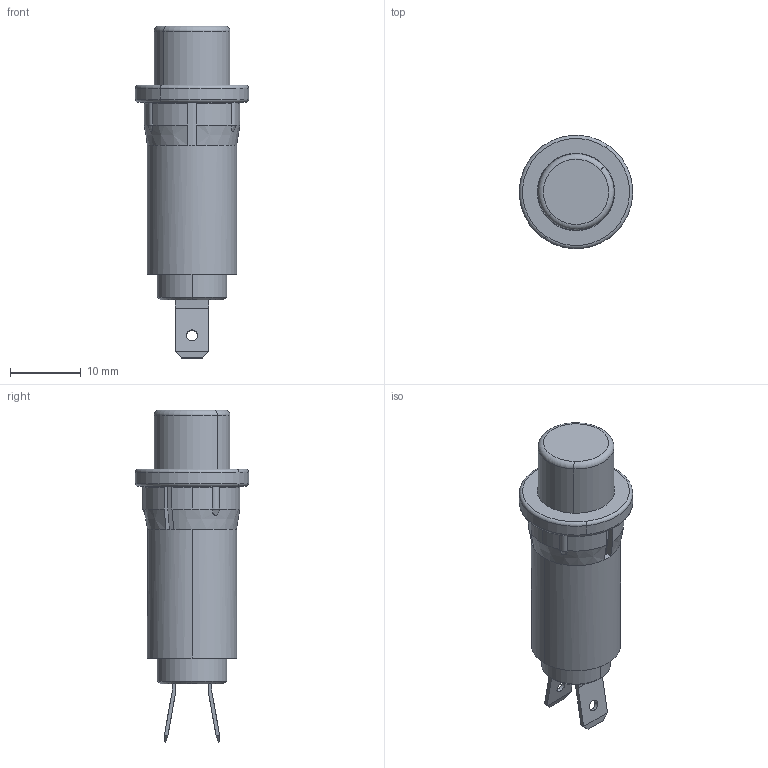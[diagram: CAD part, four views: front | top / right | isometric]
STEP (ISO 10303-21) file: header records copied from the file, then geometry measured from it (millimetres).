
FILE_DESCRIPTION (( 'STEP AP214' ), '1' );
FILE_NAME ('32R-25T.STEP', '2019-05-14T21:24:03', ( 'user' ), ( 'Microsoft' ), 'SwSTEP 2.0', 'SolidWorks 2018', '' );
FILE_SCHEMA (( 'AUTOMOTIVE_DESIGN' ));
Length unit declared in the file: foot
Products named in the file (6): 7800301000 Terminal .187 W_.187 wide; 91000902xx; -941-097-XXX; 98004XXXXX_98001XXXXX_Base_9800480208; 32R-25T; 92000110XX - P102145 Rev M
Assembly tree (6 placements, depth 2):
  32R-25T
    -941-097-XXX
    92000110XX - P102145 Rev M
    91000902xx
    7800301000 Terminal .187 W_.187 wide  x2
    98004XXXXX_98001XXXXX_Base_9800480208
Bounding box: 15.96 x 15.96 x 46.8 mm (x, y, z)
Volume: 2190.5 mm3; surface area: 4800.5 mm2
Topology: 7 solids, 7 shells, 354 faces, 925 edges, 593 vertices
Faces by surface type: cylinder 150, plane 111, cone 48, torus 22, bspline 21, sphere 2
Entity records: 12442 total; most frequent: CARTESIAN_POINT 4156, ORIENTED_EDGE 1738, DIRECTION 1631, EDGE_CURVE 869, AXIS2_PLACEMENT_3D 633, VERTEX_POINT 557, VECTOR 365, LINE 365
